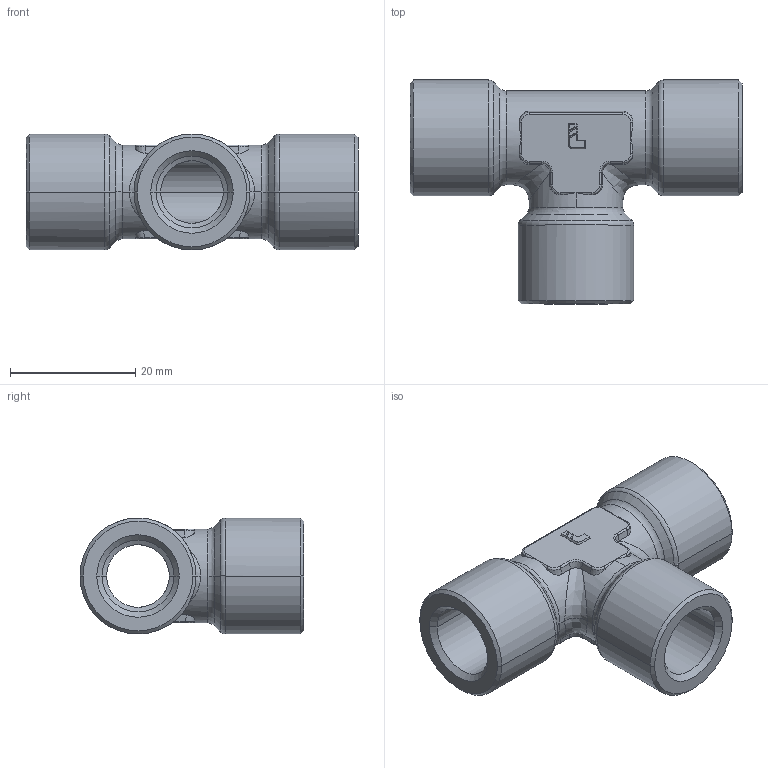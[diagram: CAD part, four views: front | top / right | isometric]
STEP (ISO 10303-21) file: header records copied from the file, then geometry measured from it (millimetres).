
FILE_DESCRIPTION(('STEP AP214'),'1');
FILE_NAME('1845_13_13.stp','2016-07-07T14:25:11',('TraceParts'),('TraceParts S.A.'),'Spatial InterOp 3D',' ',' ');
FILE_SCHEMA(('automotive_design'));
Length unit declared in the file: millimetre
Products named in the file (1): Solide1
Bounding box: 53 x 35.75 x 18.5 mm (x, y, z)
Volume: 9971.9 mm3; surface area: 6820.8 mm2
Topology: 1 solids, 1 shells, 307 faces, 829 edges, 531 vertices
Faces by surface type: plane 179, cylinder 50, cone 46, torus 20, bspline 12
Entity records: 13476 total; most frequent: CARTESIAN_POINT 3266, ORIENTED_EDGE 1658, DIRECTION 1568, EDGE_CURVE 829, LINE 578, VECTOR 578, VERTEX_POINT 531, AXIS2_PLACEMENT_3D 495
